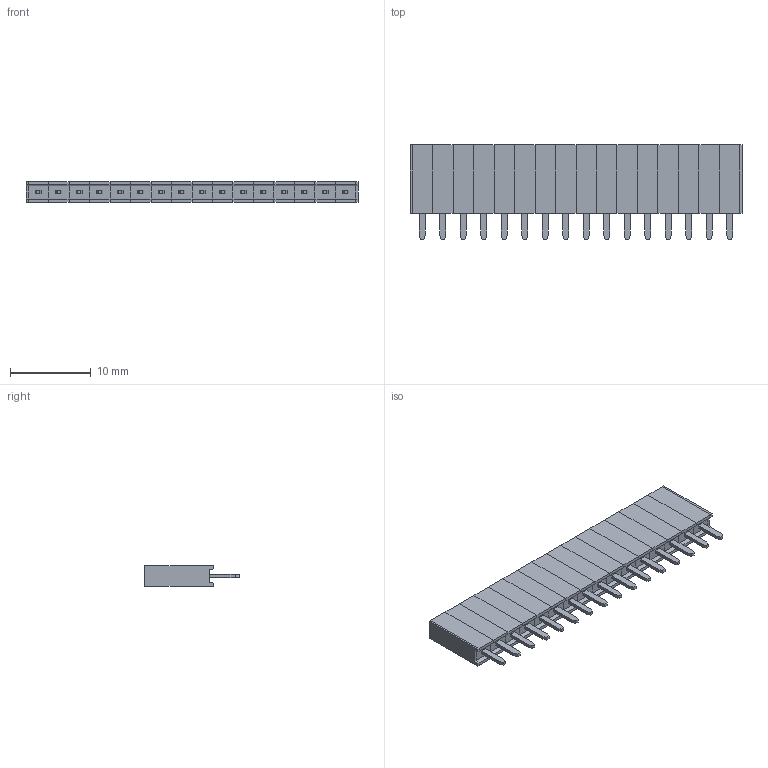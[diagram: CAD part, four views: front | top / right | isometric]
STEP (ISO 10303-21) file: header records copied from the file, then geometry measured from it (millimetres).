
FILE_DESCRIPTION (( 'STEP AP214' ), '1' );
FILE_NAME ('NPTC161LFBN-RC.STEP', '2024-10-30T12:17:47', ( '' ), ( '' ), 'SwSTEP 2.0', 'SolidWorks 2021', '' );
FILE_SCHEMA (( 'AUTOMOTIVE_DESIGN' ));
Length unit declared in the file: millimetre
Products named in the file (3): PPPC021LFBN-RC_C16; NPTC161LFBN-RC; Pin - Tin
Assembly tree (17 placements, depth 2):
  NPTC161LFBN-RC
    PPPC021LFBN-RC_C16
    Pin - Tin  x16
Bounding box: 41.15 x 11.71 x 2.54 mm (x, y, z)
Volume: 854.3 mm3; surface area: 1887.5 mm2
Topology: 34 solids, 34 shells, 452 faces, 1040 edges, 672 vertices
Faces by surface type: plane 452
Entity records: 9525 total; most frequent: CARTESIAN_POINT 1614, ORIENTED_EDGE 1540, DIRECTION 1474, VECTOR 770, EDGE_CURVE 770, LINE 770, VERTEX_POINT 492, AXIS2_PLACEMENT_3D 352
